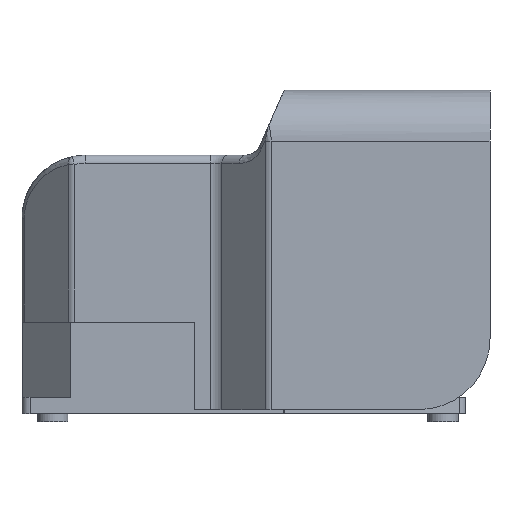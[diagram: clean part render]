
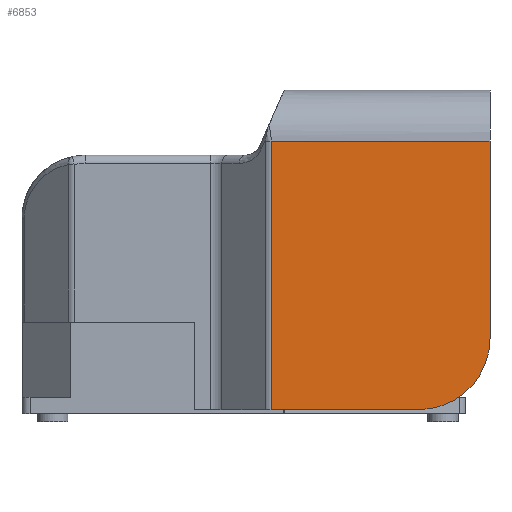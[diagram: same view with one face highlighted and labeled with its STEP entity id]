
A CAD part, front view. The second image highlights one B-rep face of the part: STEP entity #6853.
In plain terms, the highlighted planar face has unit normal (0, -1, 0).
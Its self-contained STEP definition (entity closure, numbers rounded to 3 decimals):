
#4409=CARTESIAN_POINT('',(80.0,-76.5,0.0));
#4410=VERTEX_POINT('',#4409);
#4417=CARTESIAN_POINT('',(7.446,-76.5,0.0));
#4418=VERTEX_POINT('',#4417);
#4419=CARTESIAN_POINT('',(7.446,-76.5,0.0));
#4420=DIRECTION('',(1.0,0.0,0.0));
#4421=VECTOR('',#4420,72.554);
#4422=LINE('',#4419,#4421);
#4423=EDGE_CURVE('',#4418,#4410,#4422,.T.);
#5690=CARTESIAN_POINT('',(115.0,-76.5,132.0));
#5691=VERTEX_POINT('',#5690);
#5699=CARTESIAN_POINT('',(115.0,-76.5,35.0));
#5700=VERTEX_POINT('',#5699);
#5701=CARTESIAN_POINT('',(115.0,-76.5,35.0));
#5702=DIRECTION('',(0.0,0.0,1.0));
#5703=VECTOR('',#5702,97.0);
#5704=LINE('',#5701,#5703);
#5705=EDGE_CURVE('',#5700,#5691,#5704,.T.);
#6671=CARTESIAN_POINT('',(7.446,-76.5,132.0));
#6672=VERTEX_POINT('',#6671);
#6704=CARTESIAN_POINT('',(7.446,-76.5,0.0));
#6705=DIRECTION('',(0.0,0.0,1.0));
#6706=VECTOR('',#6705,132.0);
#6707=LINE('',#6704,#6706);
#6708=EDGE_CURVE('',#4418,#6672,#6707,.T.);
#6781=CARTESIAN_POINT('',(80.0,-76.5,35.0));
#6782=DIRECTION('',(0.0,1.,0.0));
#6783=DIRECTION('',(0.707,0.0,-0.707));
#6784=AXIS2_PLACEMENT_3D('',#6781,#6782,#6783);
#6785=CIRCLE('',#6784,35.0);
#6786=EDGE_CURVE('',#5700,#4410,#6785,.T.);
#6828=CARTESIAN_POINT('',(7.446,-76.5,132.0));
#6829=DIRECTION('',(1.0,0.0,0.0));
#6830=VECTOR('',#6829,107.554);
#6831=LINE('',#6828,#6830);
#6832=EDGE_CURVE('',#6672,#5691,#6831,.T.);
#6841=CARTESIAN_POINT('',(115.0,-76.5,0.0));
#6842=DIRECTION('',(0.0,-1.0,0.0));
#6843=DIRECTION('',(0.0,0.0,-1.0));
#6844=AXIS2_PLACEMENT_3D('',#6841,#6842,#6843);
#6845=PLANE('',#6844);
#6846=ORIENTED_EDGE('',*,*,#6708,.F.);
#6847=ORIENTED_EDGE('',*,*,#4423,.T.);
#6848=ORIENTED_EDGE('',*,*,#6786,.F.);
#6849=ORIENTED_EDGE('',*,*,#5705,.T.);
#6850=ORIENTED_EDGE('',*,*,#6832,.F.);
#6851=EDGE_LOOP('',(#6846,#6847,#6848,#6849,#6850));
#6852=FACE_OUTER_BOUND('',#6851,.T.);
#6853=ADVANCED_FACE('',(#6852),#6845,.T.);
